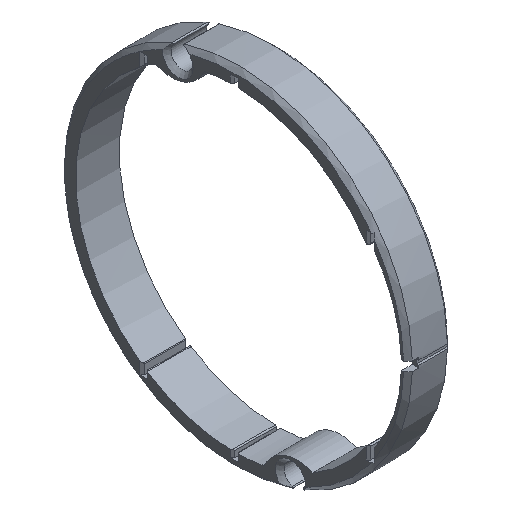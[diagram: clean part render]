
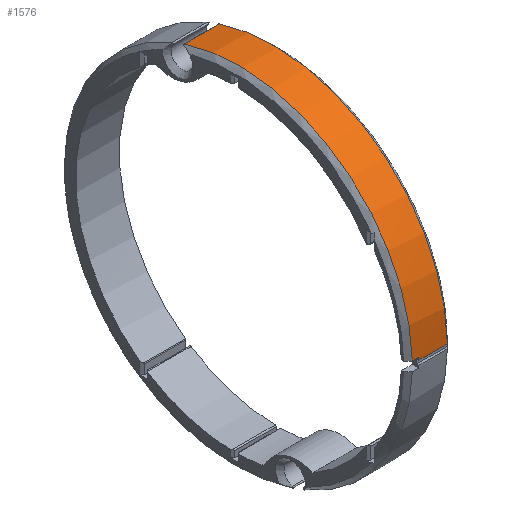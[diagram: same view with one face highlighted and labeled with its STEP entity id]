
A CAD part, isometric view. The second image highlights one B-rep face of the part: STEP entity #1576.
In plain terms, the highlighted cylindrical face has radius 79.5 mm (diameter 159 mm), a partial arc.
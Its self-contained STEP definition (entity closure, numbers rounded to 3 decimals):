
#28=B_SPLINE_CURVE_WITH_KNOTS('',3,(#2517,#2518,#2519,#2520),
 .UNSPECIFIED.,.F.,.F.,(4,4),(0.029,1.629),
 .UNSPECIFIED.);
#153=FACE_OUTER_BOUND('',#233,.T.);
#233=EDGE_LOOP('',(#1209,#1210,#1211,#1212,#1213,#1214));
#313=CIRCLE('',#1724,79.5);
#315=CIRCLE('',#1727,79.5);
#316=CIRCLE('',#1728,79.5);
#415=LINE('',#2504,#533);
#419=LINE('',#2523,#537);
#533=VECTOR('',#2045,10.);
#537=VECTOR('',#2061,10.);
#701=VERTEX_POINT('',#2501);
#702=VERTEX_POINT('',#2503);
#703=VERTEX_POINT('',#2507);
#705=VERTEX_POINT('',#2514);
#706=VERTEX_POINT('',#2516);
#707=VERTEX_POINT('',#2521);
#900=EDGE_CURVE('',#702,#701,#415,.T.);
#902=EDGE_CURVE('',#703,#702,#313,.T.);
#906=EDGE_CURVE('',#705,#701,#315,.T.);
#907=EDGE_CURVE('',#706,#705,#28,.T.);
#908=EDGE_CURVE('',#707,#706,#316,.T.);
#909=EDGE_CURVE('',#707,#703,#419,.T.);
#1209=ORIENTED_EDGE('',*,*,#900,.T.);
#1210=ORIENTED_EDGE('',*,*,#906,.F.);
#1211=ORIENTED_EDGE('',*,*,#907,.F.);
#1212=ORIENTED_EDGE('',*,*,#908,.F.);
#1213=ORIENTED_EDGE('',*,*,#909,.T.);
#1214=ORIENTED_EDGE('',*,*,#902,.T.);
#1532=CYLINDRICAL_SURFACE('',#1726,79.5);
#1576=ADVANCED_FACE('',(#153),#1532,.T.);
#1724=AXIS2_PLACEMENT_3D('',#2508,#2049,#2050);
#1726=AXIS2_PLACEMENT_3D('',#2513,#2055,#2056);
#1727=AXIS2_PLACEMENT_3D('',#2515,#2057,#2058);
#1728=AXIS2_PLACEMENT_3D('',#2522,#2059,#2060);
#2045=DIRECTION('',(1.,0.,0.));
#2049=DIRECTION('center_axis',(1.,0.,0.));
#2050=DIRECTION('ref_axis',(0.,0.,-1.));
#2055=DIRECTION('center_axis',(-1.,0.,0.));
#2056=DIRECTION('ref_axis',(0.,-0.582,0.813));
#2057=DIRECTION('center_axis',(1.,0.,0.));
#2058=DIRECTION('ref_axis',(0.,0.,1.));
#2059=DIRECTION('center_axis',(-1.,0.,0.));
#2060=DIRECTION('ref_axis',(0.,0.,1.));
#2061=DIRECTION('',(1.,0.,0.));
#2501=CARTESIAN_POINT('',(398.,-79.494,1.));
#2503=CARTESIAN_POINT('',(385.,-79.494,1.));
#2504=CARTESIAN_POINT('',(400.,-79.494,1.));
#2507=CARTESIAN_POINT('',(385.,-79.471,2.15));
#2508=CARTESIAN_POINT('Origin',(385.,0.,0.));
#2513=CARTESIAN_POINT('Origin',(400.,0.,0.));
#2514=CARTESIAN_POINT('',(398.,24.75,75.549));
#2515=CARTESIAN_POINT('Origin',(398.,0.,0.));
#2516=CARTESIAN_POINT('',(382.,24.75,75.549));
#2517=CARTESIAN_POINT('Ctrl Pts',(382.,24.75,75.549));
#2518=CARTESIAN_POINT('Ctrl Pts',(387.333,24.75,75.549));
#2519=CARTESIAN_POINT('Ctrl Pts',(392.667,24.75,75.549));
#2520=CARTESIAN_POINT('Ctrl Pts',(398.,24.75,75.549));
#2521=CARTESIAN_POINT('',(382.,-79.471,2.15));
#2522=CARTESIAN_POINT('Origin',(382.,0.,0.));
#2523=CARTESIAN_POINT('',(400.,-79.471,2.15));
